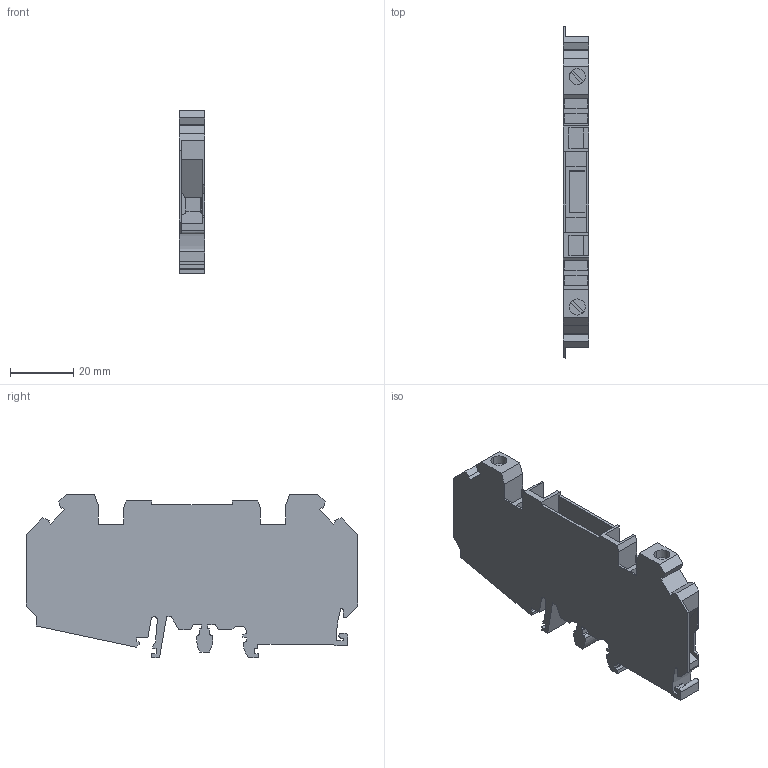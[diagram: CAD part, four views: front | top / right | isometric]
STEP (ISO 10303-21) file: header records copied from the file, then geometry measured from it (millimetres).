
FILE_DESCRIPTION(('Creo Elements/Direct Modeling STEP Export'),'2;1');
FILE_NAME('model.stp','2020-07-30T 0:07:30',(''),(''),'Creo Elements/Direct Modeling STEP processor for AP214 (Solid Model)','Creo Elements/Direct Modeling 20.1A 29-Sep-2018 (C) Parametric Technology GmbH','');
FILE_SCHEMA(('AUTOMOTIVE_DESIGN { 1 0 10303 214 1 1 1 1 }'));
Length unit declared in the file: millimetre
Products named in the file (2): UTD_6_SP-select
Assembly tree (1 placements, depth 2):
  UTD_6_SP-select
    UTD_6_SP-select
Bounding box: 8.15 x 105.2 x 51.8 mm (x, y, z)
Volume: 26237.2 mm3; surface area: 15934.9 mm2
Topology: 1 solids, 1 shells, 209 faces, 615 edges, 410 vertices
Faces by surface type: plane 180, cylinder 29
Entity records: 8476 total; most frequent: ORIENTED_EDGE 1230, CARTESIAN_POINT 1211, DIRECTION 1062, EDGE_CURVE 615, VECTOR 540, LINE 540, VERTEX_POINT 410, AXIS2_PLACEMENT_3D 261
